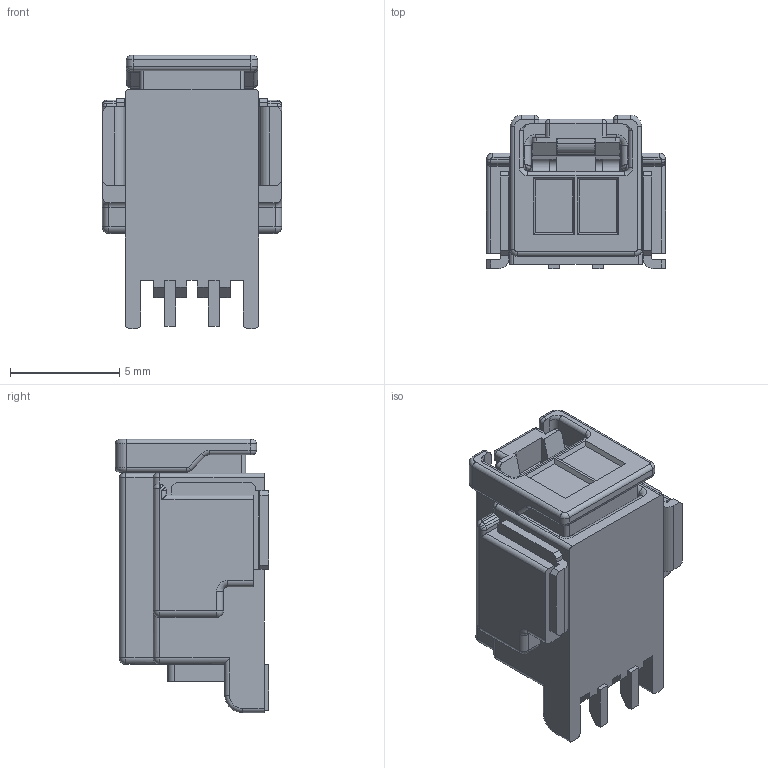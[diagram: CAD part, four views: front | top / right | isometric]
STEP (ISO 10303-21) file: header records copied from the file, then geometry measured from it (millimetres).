
FILE_DESCRIPTION (( 'STEP AP214' ), '1' );
FILE_NAME ('C_020 S SMT 2P H.STEP', '2019-02-13T00:22:48', ( 'Personal' ), ( 'Microsoft' ), 'SwSTEP 2.0', 'SolidWorks 2014', '' );
FILE_SCHEMA (( 'AUTOMOTIVE_DESIGN' ));
Length unit declared in the file: millimetre
Products named in the file (3): C_020 S SMT 2M HZT Ass`y; C_020 S 2F HSG; C_020 S SMT 2P H
Assembly tree (2 placements, depth 2):
  C_020 S SMT 2P H
    C_020 S SMT 2M HZT Ass`y
    C_020 S 2F HSG
Bounding box: 8.2 x 7.01 x 12.5 mm (x, y, z)
Volume: 417.7 mm3; surface area: 862.9 mm2
Topology: 2 solids, 2 shells, 532 faces, 1355 edges, 804 vertices
Faces by surface type: plane 232, cylinder 193, torus 61, bspline 26, sphere 20
Entity records: 16736 total; most frequent: CARTESIAN_POINT 4020, DIRECTION 2654, ORIENTED_EDGE 2650, EDGE_CURVE 1325, AXIS2_PLACEMENT_3D 902, VECTOR 850, LINE 850, VERTEX_POINT 804
